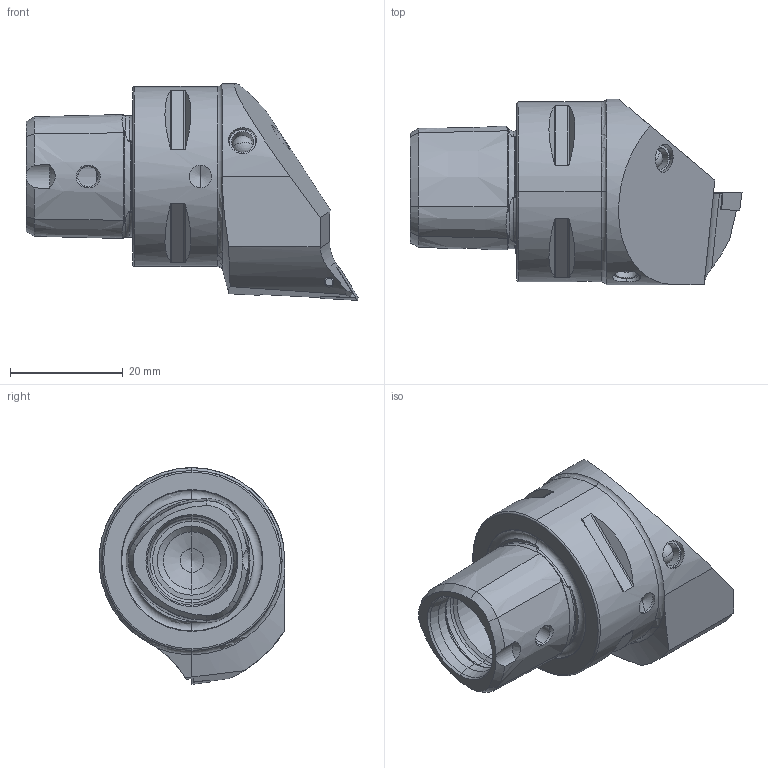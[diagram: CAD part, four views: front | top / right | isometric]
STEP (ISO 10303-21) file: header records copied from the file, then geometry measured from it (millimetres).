
FILE_DESCRIPTION (( 'STEP AP214' ), '1' );
FILE_NAME ('PS3-KDX.RJA.040.STEP', '2022-07-12T13:08:52', ( '' ), ( '' ), 'SwSTEP 2.0', 'SolidWorks 2017', '' );
FILE_SCHEMA (( 'AUTOMOTIVE_DESIGN' ));
Length unit declared in the file: millimetre
Products named in the file (5): WDX-ER1.003.006_A; DCGX 07 TOPDEC; PS3-KDX.RJA.040_A_mit k”lmitteld《e; PS3-KDX.RJA.040; KVT_MB_600_050
Assembly tree (5 placements, depth 2):
  PS3-KDX.RJA.040
    PS3-KDX.RJA.040_A_mit k”lmitteld《e
    WDX-ER1.003.006_A
    DCGX 07 TOPDEC
    KVT_MB_600_050  x2
Bounding box: 59 x 32.99 x 38.5 mm (x, y, z)
Volume: 26262.5 mm3; surface area: 9014.6 mm2
Topology: 7 solids, 7 shells, 294 faces, 705 edges, 415 vertices
Faces by surface type: cone 109, cylinder 88, plane 49, torus 42, sphere 6
Entity records: 8638 total; most frequent: CARTESIAN_POINT 2402, ORIENTED_EDGE 1246, DIRECTION 1243, EDGE_CURVE 623, AXIS2_PLACEMENT_3D 507, VERTEX_POINT 376, EDGE_LOOP 281, FACE_OUTER_BOUND 262
